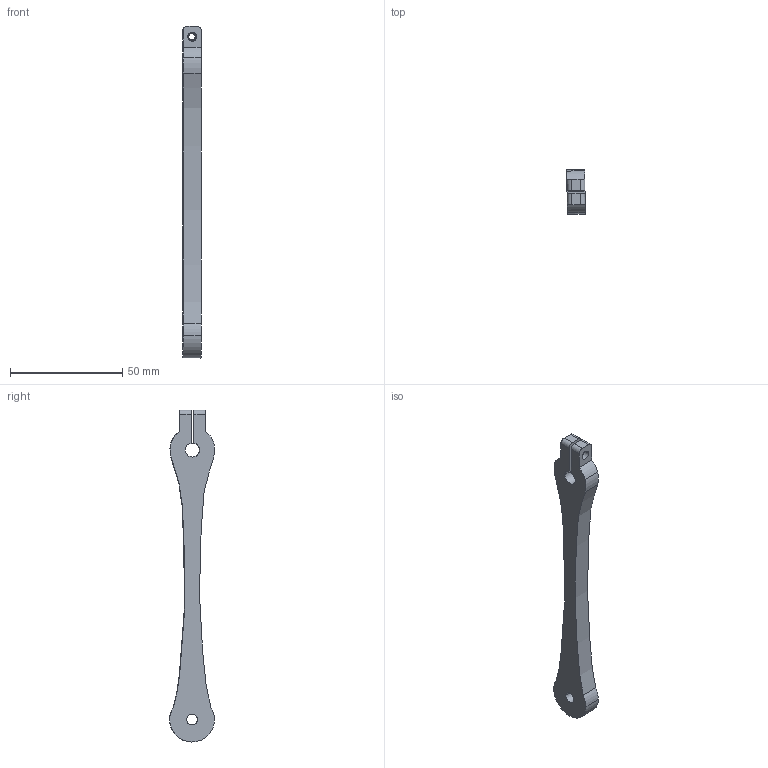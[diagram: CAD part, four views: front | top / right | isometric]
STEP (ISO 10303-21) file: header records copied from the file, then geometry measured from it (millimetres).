
FILE_DESCRIPTION (( 'STEP AP203' ), '1' );
FILE_NAME ('pendulum_¹w³]_sldprt.STEP', '2023-06-06T06:58:15', ( '' ), ( '' ), 'SwSTEP 2.0', 'SolidWorks 2016', '' );
FILE_SCHEMA (( 'CONFIG_CONTROL_DESIGN' ));
Length unit declared in the file: millimetre
Products named in the file (1): pendulum_預設_sldprt
Bounding box: 8.38 x 20.14 x 147.78 mm (x, y, z)
Volume: 12422.2 mm3; surface area: 6281.6 mm2
Topology: 1 solids, 1 shells, 35 faces, 101 edges, 68 vertices
Faces by surface type: cylinder 19, plane 12, bspline 4
Entity records: 1631 total; most frequent: CARTESIAN_POINT 618, ORIENTED_EDGE 202, DIRECTION 190, EDGE_CURVE 101, AXIS2_PLACEMENT_3D 69, VERTEX_POINT 68, VECTOR 52, LINE 52
